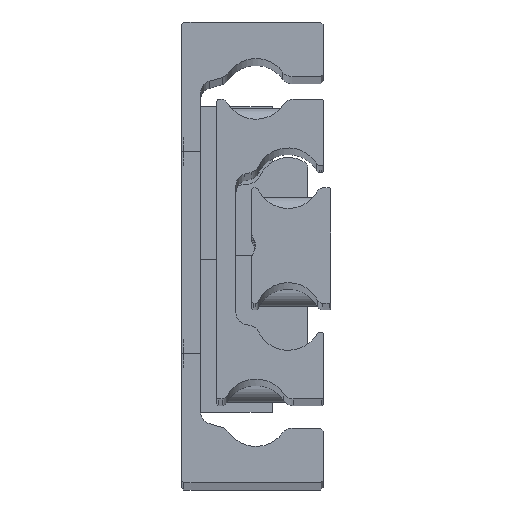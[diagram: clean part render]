
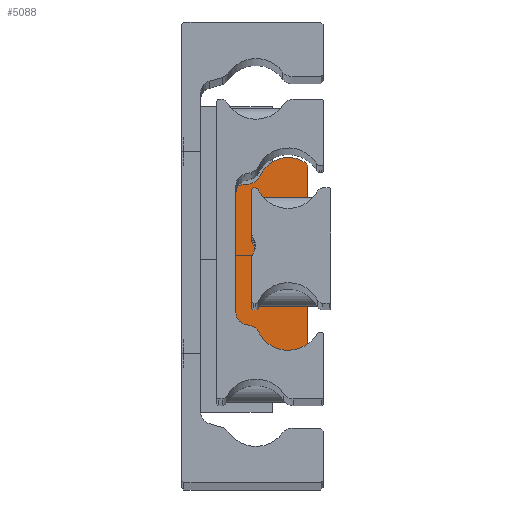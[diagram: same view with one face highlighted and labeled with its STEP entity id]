
A CAD part, top view. The second image highlights one B-rep face of the part: STEP entity #5088.
In plain terms, the highlighted planar face has unit normal (0, 0, 1).
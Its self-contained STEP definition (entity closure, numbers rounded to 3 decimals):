
#37 = CIRCLE ( 'NONE', #2234, 2.5 ) ;
#70 = CARTESIAN_POINT ( 'NONE',  ( -10.926, -11., 7.5 ) ) ;
#111 = DIRECTION ( 'NONE',  ( -1., 0., 0. ) ) ;
#119 = CARTESIAN_POINT ( 'NONE',  ( -10.926, -12.5, 7.5 ) ) ;
#174 = DIRECTION ( 'NONE',  ( 1., 0., 0. ) ) ;
#227 = AXIS2_PLACEMENT_3D ( 'NONE', #5460, #1731, #7229 ) ;
#239 = DIRECTION ( 'NONE',  ( -1., 0., 0. ) ) ;
#271 = AXIS2_PLACEMENT_3D ( 'NONE', #2683, #3960, #5116 ) ;
#315 = EDGE_CURVE ( 'NONE', #5938, #7214, #6405, .T. ) ;
#432 = CARTESIAN_POINT ( 'NONE',  ( -12.416, -10.826, 7.5 ) ) ;
#450 = VERTEX_POINT ( 'NONE', #7305 ) ;
#487 = ORIENTED_EDGE ( 'NONE', *, *, #490, .T. ) ;
#490 = EDGE_CURVE ( 'NONE', #3344, #629, #6143, .T. ) ;
#607 = VERTEX_POINT ( 'NONE', #6888 ) ;
#629 = VERTEX_POINT ( 'NONE', #7469 ) ;
#713 = FACE_OUTER_BOUND ( 'NONE', #3599, .T. ) ;
#745 = VERTEX_POINT ( 'NONE', #1189 ) ;
#756 = DIRECTION ( 'NONE',  ( 0., 0., -1. ) ) ;
#758 = AXIS2_PLACEMENT_3D ( 'NONE', #2843, #2141, #239 ) ;
#784 = CIRCLE ( 'NONE', #1675, 5.3 ) ;
#880 = CIRCLE ( 'NONE', #758, 2.5 ) ;
#892 = DIRECTION ( 'NONE',  ( 0., 0., 1. ) ) ;
#907 = AXIS2_PLACEMENT_3D ( 'NONE', #5613, #756, #7013 ) ;
#978 = ORIENTED_EDGE ( 'NONE', *, *, #2597, .T. ) ;
#1032 = CARTESIAN_POINT ( 'NONE',  ( 14.899, -10.536, 7.5 ) ) ;
#1091 = EDGE_CURVE ( 'NONE', #607, #5938, #880, .T. ) ;
#1109 = VERTEX_POINT ( 'NONE', #3689 ) ;
#1144 = AXIS2_PLACEMENT_3D ( 'NONE', #70, #7405, #111 ) ;
#1166 = EDGE_CURVE ( 'NONE', #7214, #5397, #4477, .T. ) ;
#1180 = DIRECTION ( 'NONE',  ( -1., 0., 0. ) ) ;
#1189 = CARTESIAN_POINT ( 'NONE',  ( -16.149, -0.442, 7.5 ) ) ;
#1201 = ORIENTED_EDGE ( 'NONE', *, *, #6800, .F. ) ;
#1279 = VERTEX_POINT ( 'NONE', #7484 ) ;
#1322 = AXIS2_PLACEMENT_3D ( 'NONE', #2069, #2853, #5247 ) ;
#1331 = DIRECTION ( 'NONE',  ( 0., 0., 1. ) ) ;
#1361 = DIRECTION ( 'NONE',  ( 0., 0., 1. ) ) ;
#1448 = VERTEX_POINT ( 'NONE', #3482 ) ;
#1527 = DIRECTION ( 'NONE',  ( -1., 0., 0. ) ) ;
#1675 = AXIS2_PLACEMENT_3D ( 'NONE', #5190, #1331, #2087 ) ;
#1731 = DIRECTION ( 'NONE',  ( 0., 0., 1. ) ) ;
#1734 = DIRECTION ( 'NONE',  ( -1., 0., 0. ) ) ;
#1811 = CARTESIAN_POINT ( 'NONE',  ( 15.319, 0., 7.5 ) ) ;
#1838 = CARTESIAN_POINT ( 'NONE',  ( 12.399, -10.536, 7.5 ) ) ;
#1900 = AXIS2_PLACEMENT_3D ( 'NONE', #4439, #3097, #7534 ) ;
#2069 = CARTESIAN_POINT ( 'NONE',  ( 10.926, -11., 7.5 ) ) ;
#2087 = DIRECTION ( 'NONE',  ( -1., 0., 0. ) ) ;
#2090 = EDGE_CURVE ( 'NONE', #5397, #1109, #4017, .T. ) ;
#2111 = EDGE_CURVE ( 'NONE', #1109, #1279, #4790, .T. ) ;
#2141 = DIRECTION ( 'NONE',  ( 0., 0., -1. ) ) ;
#2225 = CIRCLE ( 'NONE', #3145, 5.3 ) ;
#2234 = AXIS2_PLACEMENT_3D ( 'NONE', #1032, #3972, #3495 ) ;
#2256 = CARTESIAN_POINT ( 'NONE',  ( -11.751, -3.4, 7.5 ) ) ;
#2475 = EDGE_CURVE ( 'NONE', #745, #7679, #2225, .T. ) ;
#2502 = VECTOR ( 'NONE', #1734, 1000. ) ;
#2597 = EDGE_CURVE ( 'NONE', #629, #450, #5944, .T. ) ;
#2683 = CARTESIAN_POINT ( 'NONE',  ( -11.751, -3.4, 7.5 ) ) ;
#2843 = CARTESIAN_POINT ( 'NONE',  ( -14.899, -10.536, 7.5 ) ) ;
#2853 = DIRECTION ( 'NONE',  ( 0., 0., 1. ) ) ;
#3034 = EDGE_CURVE ( 'NONE', #1279, #4129, #37, .T. ) ;
#3097 = DIRECTION ( 'NONE',  ( 0., 0., -1. ) ) ;
#3145 = AXIS2_PLACEMENT_3D ( 'NONE', #2256, #892, #1527 ) ;
#3188 = PLANE ( 'NONE',  #6048 ) ;
#3344 = VERTEX_POINT ( 'NONE', #7980 ) ;
#3471 = CARTESIAN_POINT ( 'NONE',  ( -17.051, -3.4, 7.5 ) ) ;
#3482 = CARTESIAN_POINT ( 'NONE',  ( 13.89, -8.249, 7.5 ) ) ;
#3490 = CIRCLE ( 'NONE', #907, 2.5 ) ;
#3495 = DIRECTION ( 'NONE',  ( -1., 0., 0. ) ) ;
#3599 = EDGE_LOOP ( 'NONE', ( #3760, #6936, #5837, #487, #978, #1201, #5360, #6272, #6839, #5685, #7692, #4284, #7684 ) ) ;
#3689 = CARTESIAN_POINT ( 'NONE',  ( 10.926, -12.5, 7.5 ) ) ;
#3760 = ORIENTED_EDGE ( 'NONE', *, *, #3034, .T. ) ;
#3772 = CIRCLE ( 'NONE', #271, 5.3 ) ;
#3960 = DIRECTION ( 'NONE',  ( 0., 0., 1. ) ) ;
#3972 = DIRECTION ( 'NONE',  ( 0., 0., -1. ) ) ;
#4017 = LINE ( 'NONE', #6463, #7388 ) ;
#4129 = VERTEX_POINT ( 'NONE', #1838 ) ;
#4281 = DIRECTION ( 'NONE',  ( 0., 0., 1. ) ) ;
#4284 = ORIENTED_EDGE ( 'NONE', *, *, #2090, .T. ) ;
#4439 = CARTESIAN_POINT ( 'NONE',  ( -15.319, -1., 7.5 ) ) ;
#4450 = CARTESIAN_POINT ( 'NONE',  ( 15.319, -1., 7.5 ) ) ;
#4477 = CIRCLE ( 'NONE', #7724, 1.5 ) ;
#4769 = EDGE_CURVE ( 'NONE', #1448, #3344, #784, .T. ) ;
#4790 = CIRCLE ( 'NONE', #1322, 1.5 ) ;
#5088 = ADVANCED_FACE ( 'NONE', ( #713 ), #3188, .T. ) ;
#5116 = DIRECTION ( 'NONE',  ( -1., 0., 0. ) ) ;
#5190 = CARTESIAN_POINT ( 'NONE',  ( 11.751, -3.4, 7.5 ) ) ;
#5247 = DIRECTION ( 'NONE',  ( -1., 0., 0. ) ) ;
#5360 = ORIENTED_EDGE ( 'NONE', *, *, #2475, .T. ) ;
#5392 = CARTESIAN_POINT ( 'NONE',  ( -10.926, -11., 7.5 ) ) ;
#5397 = VERTEX_POINT ( 'NONE', #119 ) ;
#5450 = EDGE_CURVE ( 'NONE', #7679, #607, #3772, .T. ) ;
#5460 = CARTESIAN_POINT ( 'NONE',  ( 15.319, -1., 7.5 ) ) ;
#5613 = CARTESIAN_POINT ( 'NONE',  ( 14.899, -10.536, 7.5 ) ) ;
#5685 = ORIENTED_EDGE ( 'NONE', *, *, #315, .T. ) ;
#5837 = ORIENTED_EDGE ( 'NONE', *, *, #4769, .T. ) ;
#5938 = VERTEX_POINT ( 'NONE', #432 ) ;
#5944 = LINE ( 'NONE', #1811, #2502 ) ;
#6048 = AXIS2_PLACEMENT_3D ( 'NONE', #4450, #1361, #6927 ) ;
#6132 = CIRCLE ( 'NONE', #1900, 1. ) ;
#6143 = CIRCLE ( 'NONE', #227, 1. ) ;
#6272 = ORIENTED_EDGE ( 'NONE', *, *, #5450, .T. ) ;
#6405 = CIRCLE ( 'NONE', #1144, 1.5 ) ;
#6463 = CARTESIAN_POINT ( 'NONE',  ( 15.319, -12.5, 7.5 ) ) ;
#6742 = CARTESIAN_POINT ( 'NONE',  ( -12.426, -11., 7.5 ) ) ;
#6800 = EDGE_CURVE ( 'NONE', #745, #450, #6132, .T. ) ;
#6839 = ORIENTED_EDGE ( 'NONE', *, *, #1091, .T. ) ;
#6888 = CARTESIAN_POINT ( 'NONE',  ( -13.89, -8.249, 7.5 ) ) ;
#6927 = DIRECTION ( 'NONE',  ( 1., 0., 0. ) ) ;
#6936 = ORIENTED_EDGE ( 'NONE', *, *, #7917, .T. ) ;
#7013 = DIRECTION ( 'NONE',  ( -1., 0., 0. ) ) ;
#7214 = VERTEX_POINT ( 'NONE', #6742 ) ;
#7229 = DIRECTION ( 'NONE',  ( -1., 0., 0. ) ) ;
#7305 = CARTESIAN_POINT ( 'NONE',  ( -15.319, 0., 7.5 ) ) ;
#7388 = VECTOR ( 'NONE', #174, 1000. ) ;
#7405 = DIRECTION ( 'NONE',  ( 0., 0., 1. ) ) ;
#7469 = CARTESIAN_POINT ( 'NONE',  ( 15.319, 0., 7.5 ) ) ;
#7484 = CARTESIAN_POINT ( 'NONE',  ( 12.416, -10.826, 7.5 ) ) ;
#7534 = DIRECTION ( 'NONE',  ( -1., 0., 0. ) ) ;
#7679 = VERTEX_POINT ( 'NONE', #3471 ) ;
#7684 = ORIENTED_EDGE ( 'NONE', *, *, #2111, .T. ) ;
#7692 = ORIENTED_EDGE ( 'NONE', *, *, #1166, .T. ) ;
#7724 = AXIS2_PLACEMENT_3D ( 'NONE', #5392, #4281, #1180 ) ;
#7917 = EDGE_CURVE ( 'NONE', #4129, #1448, #3490, .T. ) ;
#7980 = CARTESIAN_POINT ( 'NONE',  ( 16.149, -0.442, 7.5 ) ) ;
